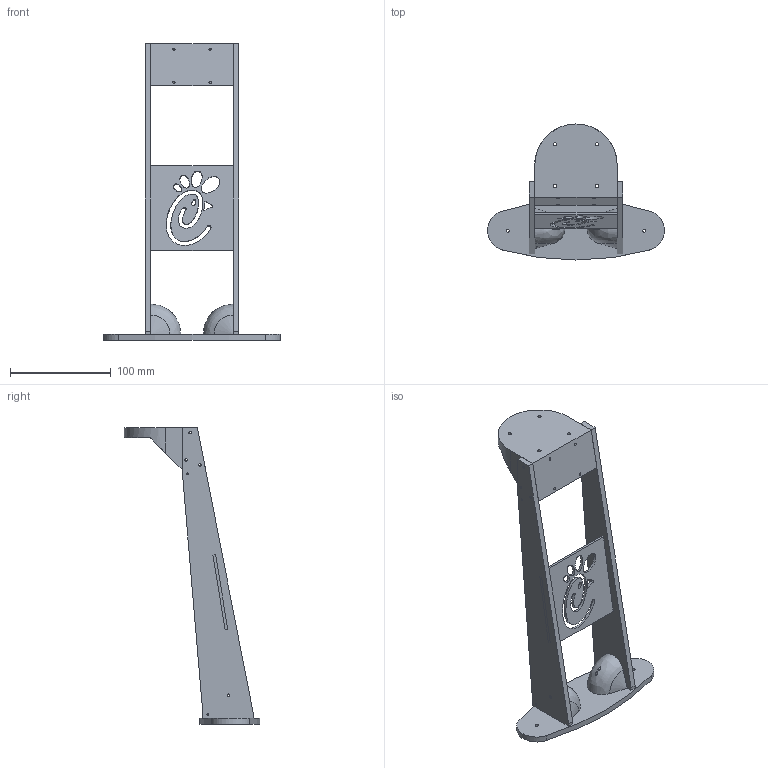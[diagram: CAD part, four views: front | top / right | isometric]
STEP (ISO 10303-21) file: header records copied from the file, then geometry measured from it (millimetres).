
FILE_DESCRIPTION(/* description */ (''),/* implementation_level */ '2;1');
FILE_NAME(/* name */ 'lidarmount v7.step',/* time_stamp */ '2022-01-14T14:13:02-05:00',/* author */ (''),/* organization */ (''),/* preprocessor_version */ 'ST-DEVELOPER v18.1',/* originating_system */ 'Autodesk Translation Framework v10.10.0.1391',/* authorisation */ '');
FILE_SCHEMA (('AUTOMOTIVE_DESIGN { 1 0 10303 214 3 1 1 }'));
Length unit declared in the file: millimetre
Products named in the file (2): lidarmount; LIDAR Model Stand v2
Assembly tree (1 placements, depth 2):
  lidarmount
    LIDAR Model Stand v2
Bounding box: 175.93 x 134.73 x 295 mm (x, y, z)
Volume: 305135.3 mm3; surface area: 118805.5 mm2
Topology: 7 solids, 7 shells, 176 faces, 502 edges, 334 vertices
Faces by surface type: plane 89, cylinder 45, bspline 38, cone 4
Full cylindrical faces by diameter (mm): 2 x4, 2.2 x4, 2.5 x18, 3 x2, 3.2 x4, 10.999 x4
Entity records: 6544 total; most frequent: CARTESIAN_POINT 2085, ORIENTED_EDGE 996, DIRECTION 769, EDGE_CURVE 498, VERTEX_POINT 334, LINE 297, VECTOR 297, EDGE_LOOP 260
